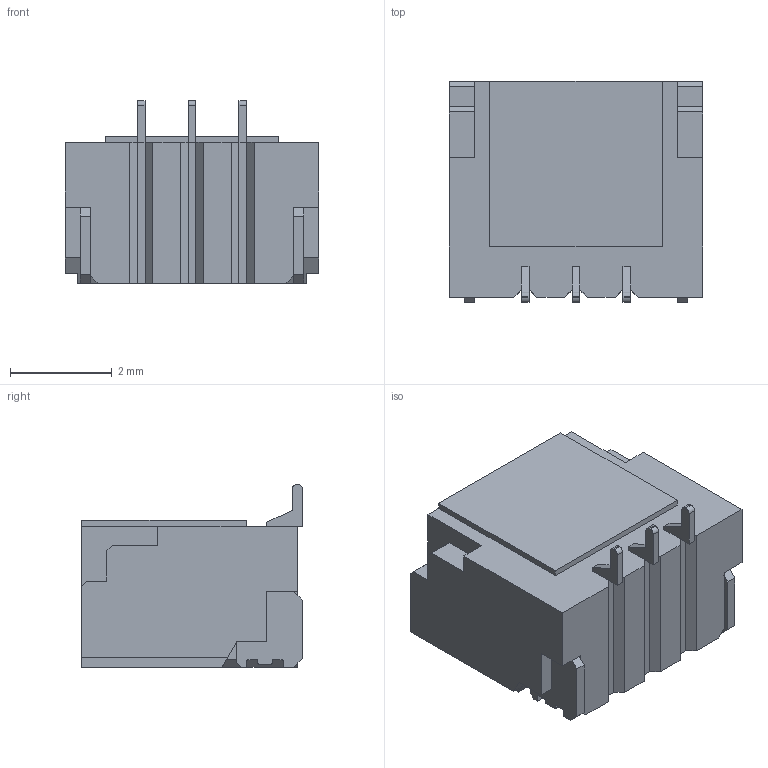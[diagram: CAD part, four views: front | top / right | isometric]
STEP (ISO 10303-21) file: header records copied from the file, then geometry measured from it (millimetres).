
FILE_DESCRIPTION (( 'STEP AP214' ), '1' );
FILE_NAME ('BM03B-SRSS-TB(LF)(SN).STEP', '2021-03-12T23:27:07', ( '' ), ( '' ), 'SwSTEP 2.0', 'SolidWorks 2017', '' );
FILE_SCHEMA (( 'AUTOMOTIVE_DESIGN' ));
Length unit declared in the file: millimetre
Products named in the file (1): BM03B-SRSS-TB(LF)(SN)
Bounding box: 5 x 4.35 x 3.6 mm (x, y, z)
Volume: 31.7 mm3; surface area: 175.1 mm2
Topology: 12 solids, 12 shells, 244 faces, 622 edges, 406 vertices
Faces by surface type: plane 226, cylinder 18
Entity records: 7347 total; most frequent: CARTESIAN_POINT 1273, ORIENTED_EDGE 1244, DIRECTION 1148, EDGE_CURVE 622, VECTOR 586, LINE 586, VERTEX_POINT 406, AXIS2_PLACEMENT_3D 281
